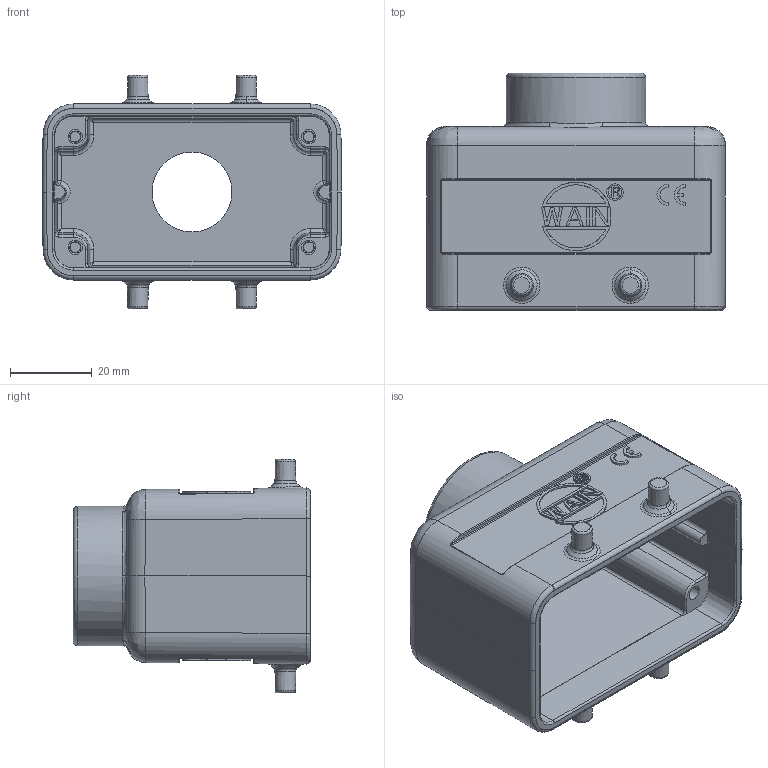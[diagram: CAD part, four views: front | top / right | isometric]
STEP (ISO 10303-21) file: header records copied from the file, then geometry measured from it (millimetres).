
FILE_DESCRIPTION(/* description */ (''),/* implementation_level */ '2;1');
FILE_NAME(/* name */ '3D_1120104301010_H10B-MTE-4B-PG16_V1.0.stp',/* time_stamp */ '2024-04-02T15:22:53+08:00',/* author */ (''),/* organization */ (''),/* preprocessor_version */ 'ST-DEVELOPER v18.1',/* originating_system */ 'SIEMENS PLM Software NX 1980',/* authorisation */ '');
FILE_SCHEMA (('AUTOMOTIVE_DESIGN { 1 0 10303 214 3 1 1 1 }'));
Length unit declared in the file: millimetre
Products named in the file (1): 3D_1120104301002_H10B-MTE-4B-M20_V1.1_stp
Bounding box: 73 x 58 x 57 mm (x, y, z)
Volume: 46897.1 mm3; surface area: 26636.8 mm2
Topology: 1 solids, 1 shells, 451 faces, 1078 edges, 671 vertices
Faces by surface type: plane 246, cylinder 78, bspline 49, torus 33, cone 33, extrusion 8, sphere 4
Full cylindrical faces by diameter (mm): 3.33 x2, 3.5 x4, 4.07 x2, 19.5 x1, 21.1 x1, 34 x1
Entity records: 16030 total; most frequent: CARTESIAN_POINT 6086, ORIENTED_EDGE 2058, DIRECTION 1932, EDGE_CURVE 1029, VECTOR 658, VERTEX_POINT 652, LINE 650, AXIS2_PLACEMENT_3D 637
